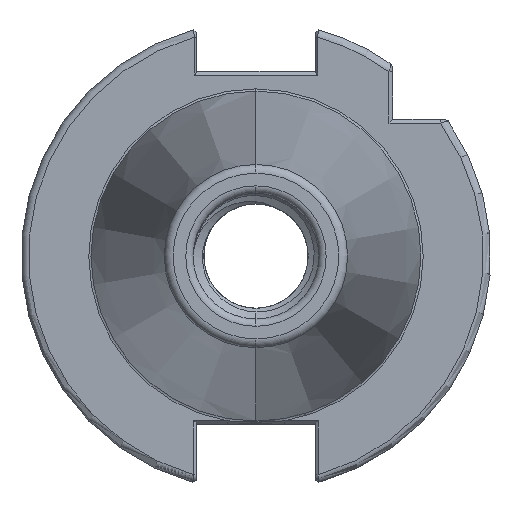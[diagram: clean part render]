
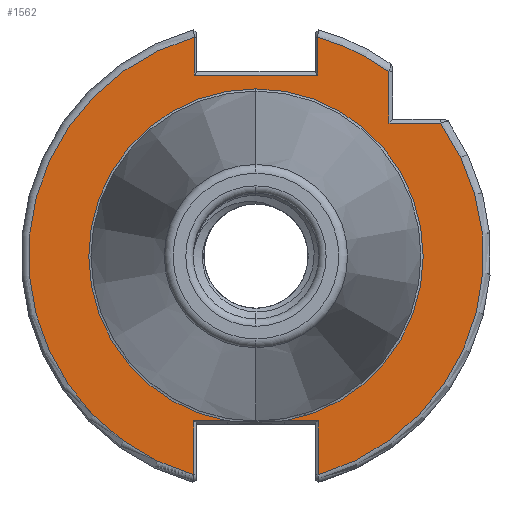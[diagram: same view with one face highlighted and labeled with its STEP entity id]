
A CAD part, left-side view. The second image highlights one B-rep face of the part: STEP entity #1562.
In plain terms, the highlighted planar face has unit normal (-1, 0, 0).
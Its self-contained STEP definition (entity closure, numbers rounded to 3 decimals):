
#469 = AXIS2_PLACEMENT_3D ( 'NONE', #20971, #20978, #20982 ) ;
#556 = AXIS2_PLACEMENT_3D ( 'NONE', #6373, #6364, #6354 ) ;
#557 = AXIS2_PLACEMENT_3D ( 'NONE', #6365, #6374, #6367 ) ;
#573 = AXIS2_PLACEMENT_3D ( 'NONE', #6319, #6413, #6389 ) ;
#574 = AXIS2_PLACEMENT_3D ( 'NONE', #7989, #8023, #7992 ) ;
#1164 = ORIENTED_EDGE ( 'NONE', *, *, #12232, .T. ) ;
#1174 = ORIENTED_EDGE ( 'NONE', *, *, #12220, .T. ) ;
#1175 = ORIENTED_EDGE ( 'NONE', *, *, #12213, .T. ) ;
#1177 = ORIENTED_EDGE ( 'NONE', *, *, #12238, .T. ) ;
#1179 = ORIENTED_EDGE ( 'NONE', *, *, #12222, .T. ) ;
#1181 = ORIENTED_EDGE ( 'NONE', *, *, #12245, .T. ) ;
#1182 = ORIENTED_EDGE ( 'NONE', *, *, #16131, .T. ) ;
#1185 = ORIENTED_EDGE ( 'NONE', *, *, #12276, .T. ) ;
#1188 = ORIENTED_EDGE ( 'NONE', *, *, #12214, .T. ) ;
#1189 = ORIENTED_EDGE ( 'NONE', *, *, #12219, .T. ) ;
#1190 = ORIENTED_EDGE ( 'NONE', *, *, #12262, .T. ) ;
#1191 = ORIENTED_EDGE ( 'NONE', *, *, #12246, .T. ) ;
#1197 = ORIENTED_EDGE ( 'NONE', *, *, #12282, .T. ) ;
#1205 = ORIENTED_EDGE ( 'NONE', *, *, #12210, .T. ) ;
#1562 = ADVANCED_FACE ( 'NONE', ( #13099 ), #21028, .F. ) ;
#3003 = VECTOR ( 'NONE', #6290, 1000. ) ;
#3006 = LINE ( 'NONE', #6284, #3040 ) ;
#3008 = LINE ( 'NONE', #6265, #3010 ) ;
#3009 = LINE ( 'NONE', #6296, #3023 ) ;
#3010 = VECTOR ( 'NONE', #6294, 1000. ) ;
#3023 = VECTOR ( 'NONE', #6299, 1000. ) ;
#3024 = LINE ( 'NONE', #6272, #3057 ) ;
#3025 = LINE ( 'NONE', #6348, #3033 ) ;
#3028 = LINE ( 'NONE', #6324, #3044 ) ;
#3033 = VECTOR ( 'NONE', #6323, 1000. ) ;
#3038 = LINE ( 'NONE', #6292, #3051 ) ;
#3040 = VECTOR ( 'NONE', #6297, 1000. ) ;
#3044 = VECTOR ( 'NONE', #6333, 1000. ) ;
#3050 = CIRCLE ( 'NONE', #556, 22.627 ) ;
#3051 = VECTOR ( 'NONE', #6278, 1000. ) ;
#3057 = VECTOR ( 'NONE', #6304, 1000. ) ;
#3062 = LINE ( 'NONE', #6263, #3003 ) ;
#3069 = CIRCLE ( 'NONE', #573, 30.775 ) ;
#3086 = VECTOR ( 'NONE', #7955, 1000. ) ;
#3091 = CIRCLE ( 'NONE', #557, 30.775 ) ;
#3092 = CIRCLE ( 'NONE', #574, 30.775 ) ;
#3105 = LINE ( 'NONE', #7953, #3086 ) ;
#5336 = CIRCLE ( 'NONE', #17796, 22.627 ) ;
#6263 = CARTESIAN_POINT ( 'NONE',  ( 0., 8.05, 24.5 ) ) ;
#6265 = CARTESIAN_POINT ( 'NONE',  ( 0., -8.451, 0. ) ) ;
#6272 = CARTESIAN_POINT ( 'NONE',  ( 0., -8.335, 25. ) ) ;
#6278 = DIRECTION ( 'NONE',  ( 0., -1., 0. ) ) ;
#6284 = CARTESIAN_POINT ( 'NONE',  ( 0., -18., 24.594 ) ) ;
#6290 = DIRECTION ( 'NONE',  ( 0., 1., 0. ) ) ;
#6292 = CARTESIAN_POINT ( 'NONE',  ( 0., 22.692, -22.3 ) ) ;
#6294 = DIRECTION ( 'NONE',  ( 0., 0., -1. ) ) ;
#6296 = CARTESIAN_POINT ( 'NONE',  ( 0., 8.335, 29.704 ) ) ;
#6297 = DIRECTION ( 'NONE',  ( 0., 0., 1. ) ) ;
#6299 = DIRECTION ( 'NONE',  ( 0., 0., 1. ) ) ;
#6304 = DIRECTION ( 'NONE',  ( 0., 0., -1. ) ) ;
#6319 = CARTESIAN_POINT ( 'NONE',  ( 0., 0., 0. ) ) ;
#6323 = DIRECTION ( 'NONE',  ( 0., 1., 0. ) ) ;
#6324 = CARTESIAN_POINT ( 'NONE',  ( 0., 8.451, 0. ) ) ;
#6333 = DIRECTION ( 'NONE',  ( 0., 0., 1. ) ) ;
#6348 = CARTESIAN_POINT ( 'NONE',  ( 0., -18.5, 18. ) ) ;
#6354 = DIRECTION ( 'NONE',  ( 0., 0., -1. ) ) ;
#6364 = DIRECTION ( 'NONE',  ( 1., 0., 0. ) ) ;
#6365 = CARTESIAN_POINT ( 'NONE',  ( 0., 0., 0. ) ) ;
#6367 = DIRECTION ( 'NONE',  ( 0., 0., -1. ) ) ;
#6373 = CARTESIAN_POINT ( 'NONE',  ( 0., 0., 0. ) ) ;
#6374 = DIRECTION ( 'NONE',  ( -1., 0., 0. ) ) ;
#6389 = DIRECTION ( 'NONE',  ( 0., 0., -1. ) ) ;
#6413 = DIRECTION ( 'NONE',  ( -1., 0., 0. ) ) ;
#7953 = CARTESIAN_POINT ( 'NONE',  ( 0., 22.692, -22.3 ) ) ;
#7955 = DIRECTION ( 'NONE',  ( 0., -1., 0. ) ) ;
#7989 = CARTESIAN_POINT ( 'NONE',  ( 0., 0., 0. ) ) ;
#7992 = DIRECTION ( 'NONE',  ( 0., 0., -1. ) ) ;
#8023 = DIRECTION ( 'NONE',  ( -1., 0., 0. ) ) ;
#10461 = CARTESIAN_POINT ( 'NONE',  ( 0., -24.962, 18. ) ) ;
#11038 = CARTESIAN_POINT ( 'NONE',  ( 0., 0., 22.627 ) ) ;
#11064 = CARTESIAN_POINT ( 'NONE',  ( 0., -3.833, -22.3 ) ) ;
#12210 = EDGE_CURVE ( 'NONE', #20022, #20245, #3008, .T. ) ;
#12213 = EDGE_CURVE ( 'NONE', #20317, #20105, #3062, .T. ) ;
#12214 = EDGE_CURVE ( 'NONE', #20164, #20078, #3038, .T. ) ;
#12219 = EDGE_CURVE ( 'NONE', #20111, #20113, #3006, .T. ) ;
#12220 = EDGE_CURVE ( 'NONE', #20341, #20317, #3024, .T. ) ;
#12222 = EDGE_CURVE ( 'NONE', #20105, #20147, #3009, .T. ) ;
#12232 = EDGE_CURVE ( 'NONE', #13358, #20111, #3025, .T. ) ;
#12238 = EDGE_CURVE ( 'NONE', #20258, #20164, #3028, .T. ) ;
#12245 = EDGE_CURVE ( 'NONE', #20078, #14151, #3050, .T. ) ;
#12246 = EDGE_CURVE ( 'NONE', #20147, #20258, #3091, .T. ) ;
#12262 = EDGE_CURVE ( 'NONE', #20113, #20341, #3069, .T. ) ;
#12276 = EDGE_CURVE ( 'NONE', #14133, #20022, #3105, .T. ) ;
#12282 = EDGE_CURVE ( 'NONE', #20245, #13358, #3092, .T. ) ;
#13099 = FACE_OUTER_BOUND ( 'NONE', #22341, .T. ) ;
#13358 = VERTEX_POINT ( 'NONE', #10461 ) ;
#14133 = VERTEX_POINT ( 'NONE', #11064 ) ;
#14151 = VERTEX_POINT ( 'NONE', #11038 ) ;
#16131 = EDGE_CURVE ( 'NONE', #14151, #14133, #5336, .T. ) ;
#17796 = AXIS2_PLACEMENT_3D ( 'NONE', #20108, #20171, #20098 ) ;
#17828 = CARTESIAN_POINT ( 'NONE',  ( 0., 8.451, -29.592 ) ) ;
#17846 = CARTESIAN_POINT ( 'NONE',  ( 0., -8.335, 29.625 ) ) ;
#17856 = CARTESIAN_POINT ( 'NONE',  ( 0., -8.335, 24.5 ) ) ;
#17883 = CARTESIAN_POINT ( 'NONE',  ( 0., -8.451, -29.592 ) ) ;
#20022 = VERTEX_POINT ( 'NONE', #21642 ) ;
#20078 = VERTEX_POINT ( 'NONE', #21671 ) ;
#20098 = DIRECTION ( 'NONE',  ( 0., 0., -1. ) ) ;
#20105 = VERTEX_POINT ( 'NONE', #21625 ) ;
#20108 = CARTESIAN_POINT ( 'NONE',  ( 0., 0., 0. ) ) ;
#20111 = VERTEX_POINT ( 'NONE', #21675 ) ;
#20113 = VERTEX_POINT ( 'NONE', #21676 ) ;
#20147 = VERTEX_POINT ( 'NONE', #21626 ) ;
#20164 = VERTEX_POINT ( 'NONE', #21657 ) ;
#20171 = DIRECTION ( 'NONE',  ( 1., 0., 0. ) ) ;
#20245 = VERTEX_POINT ( 'NONE', #17883 ) ;
#20258 = VERTEX_POINT ( 'NONE', #17828 ) ;
#20317 = VERTEX_POINT ( 'NONE', #17856 ) ;
#20341 = VERTEX_POINT ( 'NONE', #17846 ) ;
#20971 = CARTESIAN_POINT ( 'NONE',  ( 0., 22.692, 0. ) ) ;
#20978 = DIRECTION ( 'NONE',  ( 1., 0., 0. ) ) ;
#20982 = DIRECTION ( 'NONE',  ( 0., 0., -1. ) ) ;
#21028 = PLANE ( 'NONE',  #469 ) ;
#21625 = CARTESIAN_POINT ( 'NONE',  ( 0., 8.335, 24.5 ) ) ;
#21626 = CARTESIAN_POINT ( 'NONE',  ( 0., 8.335, 29.625 ) ) ;
#21642 = CARTESIAN_POINT ( 'NONE',  ( 0., -8.451, -22.3 ) ) ;
#21657 = CARTESIAN_POINT ( 'NONE',  ( 0., 8.451, -22.3 ) ) ;
#21671 = CARTESIAN_POINT ( 'NONE',  ( 0., 3.833, -22.3 ) ) ;
#21675 = CARTESIAN_POINT ( 'NONE',  ( 0., -18., 18. ) ) ;
#21676 = CARTESIAN_POINT ( 'NONE',  ( 0., -18., 24.962 ) ) ;
#22341 = EDGE_LOOP ( 'NONE', ( #1164, #1189, #1190, #1174, #1175, #1179, #1191, #1177, #1188, #1181, #1182, #1185, #1205, #1197 ) ) ;
